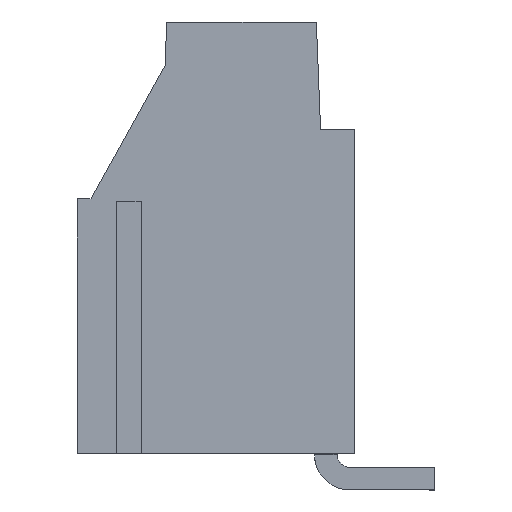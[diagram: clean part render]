
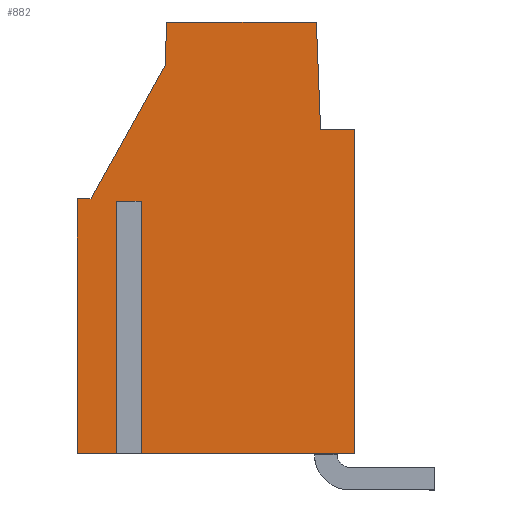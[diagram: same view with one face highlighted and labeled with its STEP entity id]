
A CAD part, left-side view. The second image highlights one B-rep face of the part: STEP entity #882.
In plain terms, the highlighted planar face has unit normal (-1, 0, 0).
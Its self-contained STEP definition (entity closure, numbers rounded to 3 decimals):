
#783=AXIS2_PLACEMENT_3D('Plane Axis2P3D',#780,#781,#782) ;
#683=CARTESIAN_POINT('Line Origine',(0.65,7.676,18.57)) ;
#687=CARTESIAN_POINT('Vertex',(0.65,10.646,18.57)) ;
#689=CARTESIAN_POINT('Vertex',(0.65,4.705,18.57)) ;
#780=CARTESIAN_POINT('Axis2P3D Location',(0.65,-1.268,0.)) ;
#785=CARTESIAN_POINT('Line Origine',(0.65,12.35,6.45)) ;
#789=CARTESIAN_POINT('Vertex',(0.65,12.35,1.45)) ;
#791=CARTESIAN_POINT('Vertex',(0.65,12.35,11.45)) ;
#794=CARTESIAN_POINT('Line Origine',(0.65,12.15,11.45)) ;
#798=CARTESIAN_POINT('Vertex',(0.65,11.95,11.45)) ;
#801=CARTESIAN_POINT('Line Origine',(0.65,11.95,6.45)) ;
#805=CARTESIAN_POINT('Vertex',(0.65,11.95,1.45)) ;
#808=CARTESIAN_POINT('Line Origine',(0.65,7.575,1.45)) ;
#812=CARTESIAN_POINT('Vertex',(0.65,3.2,1.45)) ;
#815=CARTESIAN_POINT('Line Origine',(0.65,3.2,7.875)) ;
#819=CARTESIAN_POINT('Vertex',(0.65,3.2,14.3)) ;
#822=CARTESIAN_POINT('Line Origine',(0.65,3.869,14.3)) ;
#826=CARTESIAN_POINT('Vertex',(0.65,4.538,14.3)) ;
#829=CARTESIAN_POINT('Line Origine',(0.65,4.622,16.435)) ;
#834=CARTESIAN_POINT('Line Origine',(0.65,10.676,17.71)) ;
#838=CARTESIAN_POINT('Vertex',(0.65,10.706,16.849)) ;
#841=CARTESIAN_POINT('Line Origine',(0.65,12.176,14.2)) ;
#845=CARTESIAN_POINT('Vertex',(0.65,13.645,11.55)) ;
#848=CARTESIAN_POINT('Line Origine',(0.65,13.923,11.55)) ;
#852=CARTESIAN_POINT('Vertex',(0.65,14.2,11.55)) ;
#855=CARTESIAN_POINT('Line Origine',(0.65,14.2,6.5)) ;
#859=CARTESIAN_POINT('Vertex',(0.65,14.2,1.45)) ;
#862=CARTESIAN_POINT('Line Origine',(0.65,13.275,1.45)) ;
#684=DIRECTION('Vector Direction',(0.,1.,0.)) ;
#781=DIRECTION('Axis2P3D Direction',(1.,0.,0.)) ;
#782=DIRECTION('Axis2P3D XDirection',(0.,1.,0.)) ;
#786=DIRECTION('Vector Direction',(0.,0.,1.)) ;
#795=DIRECTION('Vector Direction',(0.,-1.,0.)) ;
#802=DIRECTION('Vector Direction',(0.,0.,1.)) ;
#809=DIRECTION('Vector Direction',(0.,1.,0.)) ;
#816=DIRECTION('Vector Direction',(0.,0.,1.)) ;
#823=DIRECTION('Vector Direction',(0.,1.,0.)) ;
#830=DIRECTION('Vector Direction',(0.,-0.039,-0.999)) ;
#835=DIRECTION('Vector Direction',(0.,0.035,-0.999)) ;
#842=DIRECTION('Vector Direction',(0.,-0.485,0.875)) ;
#849=DIRECTION('Vector Direction',(0.,-1.,0.)) ;
#856=DIRECTION('Vector Direction',(0.,0.,-1.)) ;
#863=DIRECTION('Vector Direction',(0.,1.,0.)) ;
#685=VECTOR('Line Direction',#684,1.) ;
#787=VECTOR('Line Direction',#786,1.) ;
#796=VECTOR('Line Direction',#795,1.) ;
#803=VECTOR('Line Direction',#802,1.) ;
#810=VECTOR('Line Direction',#809,1.) ;
#817=VECTOR('Line Direction',#816,1.) ;
#824=VECTOR('Line Direction',#823,1.) ;
#831=VECTOR('Line Direction',#830,1.) ;
#836=VECTOR('Line Direction',#835,1.) ;
#843=VECTOR('Line Direction',#842,1.) ;
#850=VECTOR('Line Direction',#849,1.) ;
#857=VECTOR('Line Direction',#856,1.) ;
#864=VECTOR('Line Direction',#863,1.) ;
#868=ORIENTED_EDGE('',*,*,#793,.T.) ;
#869=ORIENTED_EDGE('',*,*,#800,.T.) ;
#870=ORIENTED_EDGE('',*,*,#807,.F.) ;
#871=ORIENTED_EDGE('',*,*,#814,.F.) ;
#872=ORIENTED_EDGE('',*,*,#821,.F.) ;
#873=ORIENTED_EDGE('',*,*,#828,.F.) ;
#874=ORIENTED_EDGE('',*,*,#833,.F.) ;
#875=ORIENTED_EDGE('',*,*,#691,.F.) ;
#876=ORIENTED_EDGE('',*,*,#840,.F.) ;
#877=ORIENTED_EDGE('',*,*,#847,.F.) ;
#878=ORIENTED_EDGE('',*,*,#854,.F.) ;
#879=ORIENTED_EDGE('',*,*,#861,.F.) ;
#880=ORIENTED_EDGE('',*,*,#866,.F.) ;
#882=ADVANCED_FACE('3',(#881),#784,.F.) ;
#691=EDGE_CURVE('',#688,#690,#686,.F.) ;
#793=EDGE_CURVE('',#790,#792,#788,.T.) ;
#800=EDGE_CURVE('',#792,#799,#797,.T.) ;
#807=EDGE_CURVE('',#806,#799,#804,.T.) ;
#814=EDGE_CURVE('',#813,#806,#811,.T.) ;
#821=EDGE_CURVE('',#820,#813,#818,.F.) ;
#828=EDGE_CURVE('',#827,#820,#825,.F.) ;
#833=EDGE_CURVE('',#690,#827,#832,.T.) ;
#840=EDGE_CURVE('',#839,#688,#837,.F.) ;
#847=EDGE_CURVE('',#846,#839,#844,.T.) ;
#854=EDGE_CURVE('',#853,#846,#851,.T.) ;
#861=EDGE_CURVE('',#860,#853,#858,.F.) ;
#866=EDGE_CURVE('',#790,#860,#865,.T.) ;
#867=EDGE_LOOP('',(#868,#869,#870,#871,#872,#873,#874,#875,#876,#877,#878,#879,#880)) ;
#881=FACE_OUTER_BOUND('',#867,.T.) ;
#686=LINE('Line',#683,#685) ;
#788=LINE('Line',#785,#787) ;
#797=LINE('Line',#794,#796) ;
#804=LINE('Line',#801,#803) ;
#811=LINE('Line',#808,#810) ;
#818=LINE('Line',#815,#817) ;
#825=LINE('Line',#822,#824) ;
#832=LINE('Line',#829,#831) ;
#837=LINE('Line',#834,#836) ;
#844=LINE('Line',#841,#843) ;
#851=LINE('Line',#848,#850) ;
#858=LINE('Line',#855,#857) ;
#865=LINE('Line',#862,#864) ;
#784=PLANE('',#783) ;
#688=VERTEX_POINT('',#687) ;
#690=VERTEX_POINT('',#689) ;
#790=VERTEX_POINT('',#789) ;
#792=VERTEX_POINT('',#791) ;
#799=VERTEX_POINT('',#798) ;
#806=VERTEX_POINT('',#805) ;
#813=VERTEX_POINT('',#812) ;
#820=VERTEX_POINT('',#819) ;
#827=VERTEX_POINT('',#826) ;
#839=VERTEX_POINT('',#838) ;
#846=VERTEX_POINT('',#845) ;
#853=VERTEX_POINT('',#852) ;
#860=VERTEX_POINT('',#859) ;
